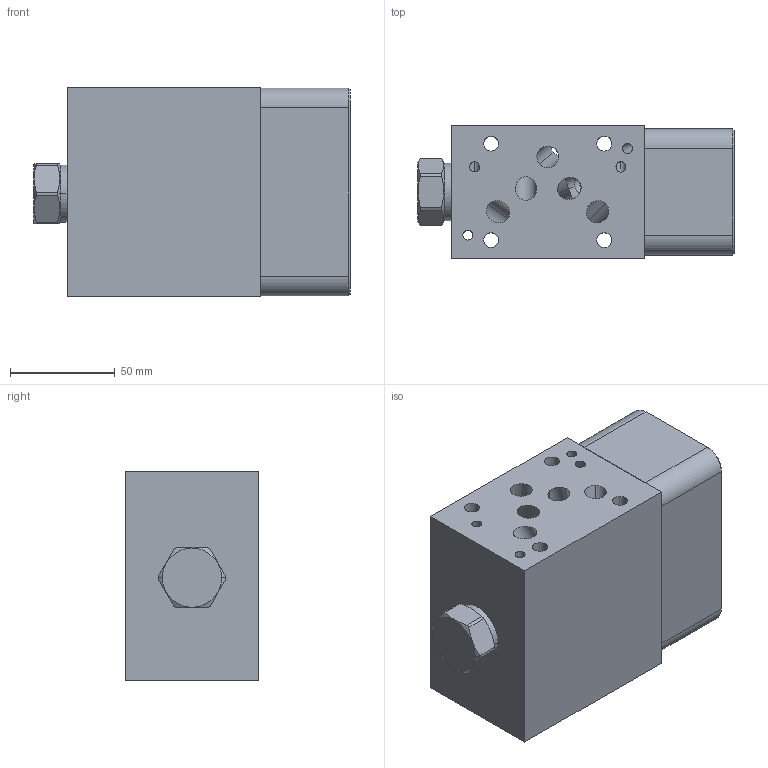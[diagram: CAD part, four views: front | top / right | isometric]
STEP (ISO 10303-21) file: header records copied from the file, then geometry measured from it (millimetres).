
FILE_DESCRIPTION((''),'2;1');
FILE_NAME('X9Y_ASM','2019-11-05T',('ProEService'),(''),'PRO/ENGINEER BY PARAMETRIC TECHNOLOGY CORPORATION, 2014200','PRO/ENGINEER BY PARAMETRIC TECHNOLOGY CORPORATION, 2014200','');
FILE_SCHEMA(('CONFIG_CONTROL_DESIGN'));
Length unit declared in the file: inch
Products named in the file (4): 170-558; A330-006-004; CXFAXCN; X9Y_ASM
Assembly tree (3 placements, depth 2):
  X9Y_ASM
    170-558
    A330-006-004
    CXFAXCN
Bounding box: 150.8 x 63.5 x 100.03 mm (x, y, z)
Volume: 695154.7 mm3; surface area: 110063.3 mm2
Topology: 5 solids, 5 shells, 289 faces, 979 edges, 861 vertices
Faces by surface type: cylinder 124, cone 59, plane 54, torus 28, sphere 16, revolution 8
Entity records: 13561 total; most frequent: CARTESIAN_POINT 5185, DIRECTION 1766, ORIENTED_EDGE 1420, EDGE_CURVE 710, AXIS2_PLACEMENT_3D 621, VECTOR 516, LINE 516, VERTEX_POINT 440
